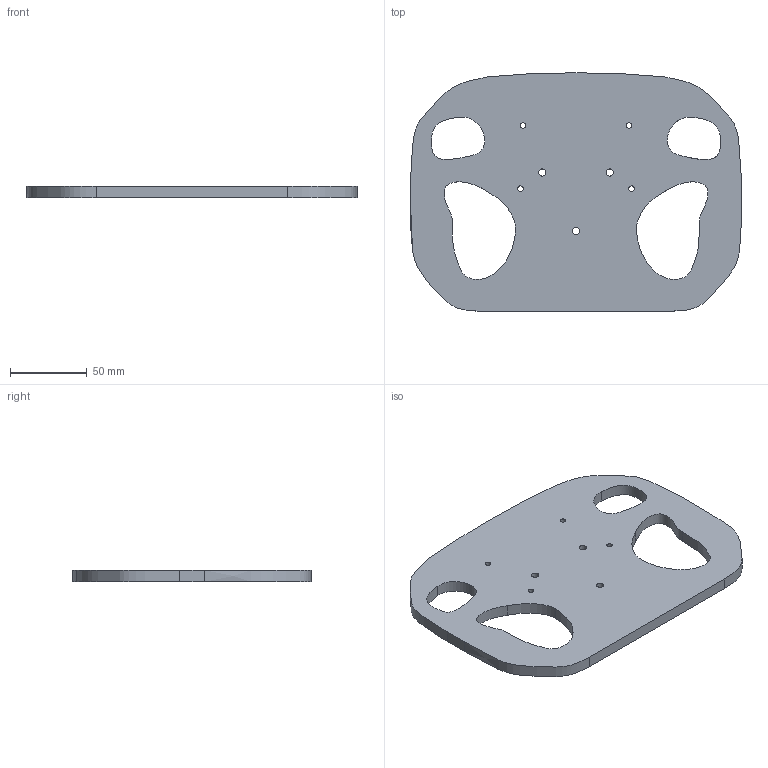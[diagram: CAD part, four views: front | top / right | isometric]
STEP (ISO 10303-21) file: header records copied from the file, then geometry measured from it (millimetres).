
FILE_DESCRIPTION(/* description */ (''),/* implementation_level */ '2;1');
FILE_NAME(/* name */ 'CF_base_3.stp',/* time_stamp */ '2021-02-06T17:54:33-05:00',/* author */ ('capta'),/* organization */ (''),/* preprocessor_version */ 'ST-DEVELOPER v18.1',/* originating_system */ 'Autodesk Inventor 2021',/* authorisation */ '');
FILE_SCHEMA (('AUTOMOTIVE_DESIGN { 1 0 10303 214 3 1 1 }'));
Length unit declared in the file: inch
Products named in the file (1): CF_base_3
Bounding box: 215.9 x 155.57 x 7.62 mm (x, y, z)
Volume: 190264.5 mm3; surface area: 59793.1 mm2
Topology: 1 solids, 1 shells, 32 faces, 97 edges, 67 vertices
Faces by surface type: bspline 20, cylinder 7, plane 5
Full cylindrical faces by diameter (mm): 3.6 x4, 4.699 x3
Entity records: 1891 total; most frequent: CARTESIAN_POINT 1043, ORIENTED_EDGE 194, DIRECTION 104, EDGE_CURVE 97, VERTEX_POINT 67, EDGE_LOOP 54, B_SPLINE_CURVE_WITH_KNOTS 40, LINE 36
